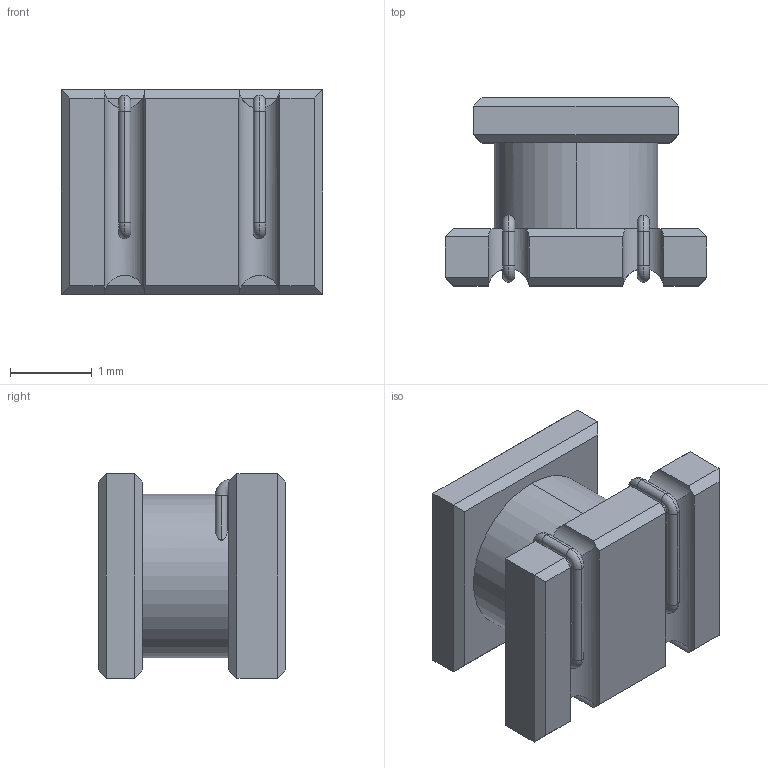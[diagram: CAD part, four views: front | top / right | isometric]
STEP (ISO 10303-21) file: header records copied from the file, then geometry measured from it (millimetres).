
FILE_DESCRIPTION (( 'STEP AP214' ), '1' );
FILE_NAME ('82223C.STEP', '2023-12-26T11:41:24', ( 'LENOVO' ), ( '' ), 'SwSTEP 2.0', 'SolidWorks 2021', '' );
FILE_SCHEMA (( 'AUTOMOTIVE_DESIGN' ));
Length unit declared in the file: millimetre
Products named in the file (1): 82223C
Bounding box: 3.2 x 2.3 x 2.5 mm (x, y, z)
Volume: 11.7 mm3; surface area: 55.6 mm2
Topology: 3 solids, 3 shells, 80 faces, 184 edges, 112 vertices
Faces by surface type: plane 44, cylinder 24, torus 12
Entity records: 2560 total; most frequent: CARTESIAN_POINT 657, ORIENTED_EDGE 368, DIRECTION 354, EDGE_CURVE 184, AXIS2_PLACEMENT_3D 127, VERTEX_POINT 112, VECTOR 100, LINE 100
